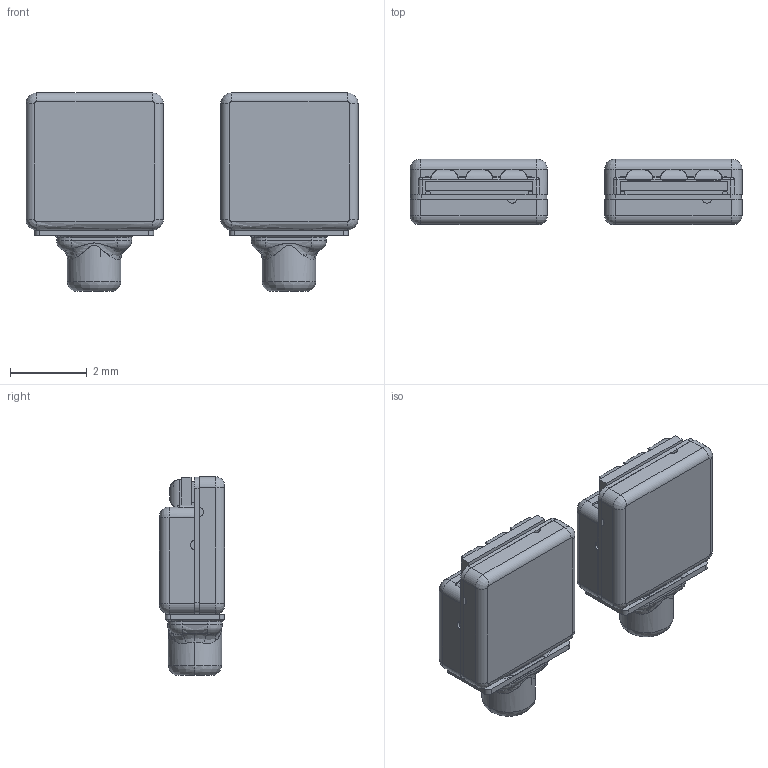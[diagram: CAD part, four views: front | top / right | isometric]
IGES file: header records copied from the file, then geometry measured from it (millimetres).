
Start section:  PTC IGES file: tm-26720-d50_sw.igs
Global section: file name: tm-26720-d50_sw.igs; native system: Pro/ENGINEER by Parametric Technology Corporation; preprocessor: 2005070; author: LYan; organization: Unknown; date: 061129.112654; units: millimetre
Bounding box: 8.66 x 1.7 x 5.17 mm (x, y, z)
Surface area: 251.6 mm2 (no closed solid volume)
Topology: 0 solids, 0 shells, 1607 faces, 9102 edges, 9102 vertices
Faces by surface type: bspline 1237, revolution 370
